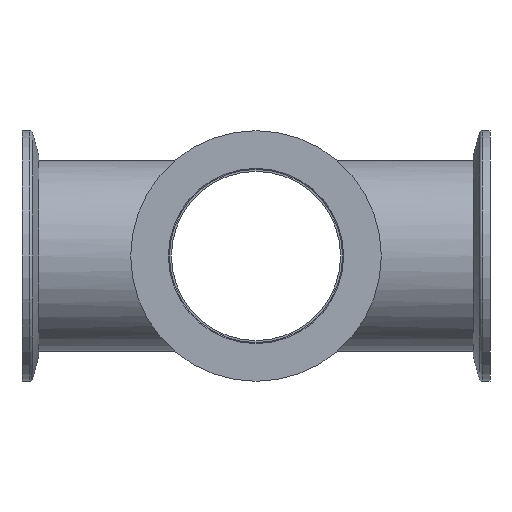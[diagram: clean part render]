
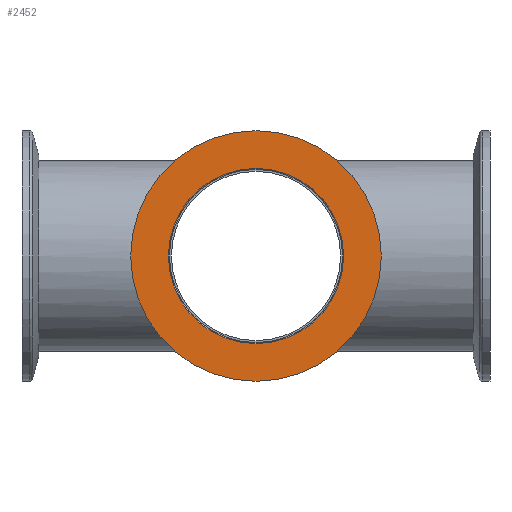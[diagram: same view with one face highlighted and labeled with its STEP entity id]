
A CAD part, front view. The second image highlights one B-rep face of the part: STEP entity #2452.
In plain terms, the highlighted planar face has unit normal (0, -1, 0).
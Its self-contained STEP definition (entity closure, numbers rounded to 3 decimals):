
#26 = DIRECTION ( 'NONE',  ( 0., -1., 0. ) ) ;
#164 = ORIENTED_EDGE ( 'NONE', *, *, #3820, .T. ) ;
#188 = CARTESIAN_POINT ( 'NONE',  ( 0., -70., 0. ) ) ;
#456 = PLANE ( 'NONE',  #1755 ) ;
#462 = FACE_OUTER_BOUND ( 'NONE', #3263, .T. ) ;
#484 = DIRECTION ( 'NONE',  ( -1., 0., 0. ) ) ;
#664 = AXIS2_PLACEMENT_3D ( 'NONE', #1563, #3641, #1873 ) ;
#714 = CIRCLE ( 'NONE', #3196, 26.2 ) ;
#736 = FACE_BOUND ( 'NONE', #3165, .T. ) ;
#762 = CARTESIAN_POINT ( 'NONE',  ( 26.2, -70., 0. ) ) ;
#926 = CIRCLE ( 'NONE', #2555, 26.2 ) ;
#1065 = DIRECTION ( 'NONE',  ( 1., 0., 0. ) ) ;
#1147 = CARTESIAN_POINT ( 'NONE',  ( 26.2, -70., 0. ) ) ;
#1298 = CARTESIAN_POINT ( 'NONE',  ( -26.2, -70., 0. ) ) ;
#1308 = CARTESIAN_POINT ( 'NONE',  ( 0., -70., 0. ) ) ;
#1311 = ORIENTED_EDGE ( 'NONE', *, *, #1401, .F. ) ;
#1401 = EDGE_CURVE ( 'NONE', #2203, #3262, #714, .T. ) ;
#1455 = VERTEX_POINT ( 'NONE', #3778 ) ;
#1563 = CARTESIAN_POINT ( 'NONE',  ( 0., -70., 0. ) ) ;
#1606 = DIRECTION ( 'NONE',  ( -1., 0., 0. ) ) ;
#1755 = AXIS2_PLACEMENT_3D ( 'NONE', #762, #2879, #1065 ) ;
#1827 = CARTESIAN_POINT ( 'NONE',  ( 0., -70., 0. ) ) ;
#1873 = DIRECTION ( 'NONE',  ( -1., 0., 0. ) ) ;
#1877 = VERTEX_POINT ( 'NONE', #2446 ) ;
#2047 = CIRCLE ( 'NONE', #3230, 37.5 ) ;
#2120 = DIRECTION ( 'NONE',  ( -1., 0., 0. ) ) ;
#2203 = VERTEX_POINT ( 'NONE', #1147 ) ;
#2294 = DIRECTION ( 'NONE',  ( 0., -1., 0. ) ) ;
#2446 = CARTESIAN_POINT ( 'NONE',  ( 37.5, -70., 0. ) ) ;
#2452 = ADVANCED_FACE ( 'NONE', ( #736, #462 ), #456, .F. ) ;
#2555 = AXIS2_PLACEMENT_3D ( 'NONE', #1827, #26, #2120 ) ;
#2775 = CIRCLE ( 'NONE', #664, 37.5 ) ;
#2879 = DIRECTION ( 'NONE',  ( 0., 1., 0. ) ) ;
#3165 = EDGE_LOOP ( 'NONE', ( #3670, #1311 ) ) ;
#3196 = AXIS2_PLACEMENT_3D ( 'NONE', #188, #2294, #484 ) ;
#3230 = AXIS2_PLACEMENT_3D ( 'NONE', #1308, #3394, #1606 ) ;
#3262 = VERTEX_POINT ( 'NONE', #1298 ) ;
#3263 = EDGE_LOOP ( 'NONE', ( #3384, #164 ) ) ;
#3272 = EDGE_CURVE ( 'NONE', #1455, #1877, #2047, .T. ) ;
#3384 = ORIENTED_EDGE ( 'NONE', *, *, #3272, .T. ) ;
#3394 = DIRECTION ( 'NONE',  ( 0., -1., 0. ) ) ;
#3639 = EDGE_CURVE ( 'NONE', #3262, #2203, #926, .T. ) ;
#3641 = DIRECTION ( 'NONE',  ( 0., -1., 0. ) ) ;
#3670 = ORIENTED_EDGE ( 'NONE', *, *, #3639, .F. ) ;
#3778 = CARTESIAN_POINT ( 'NONE',  ( -37.5, -70., 0. ) ) ;
#3820 = EDGE_CURVE ( 'NONE', #1877, #1455, #2775, .T. ) ;
